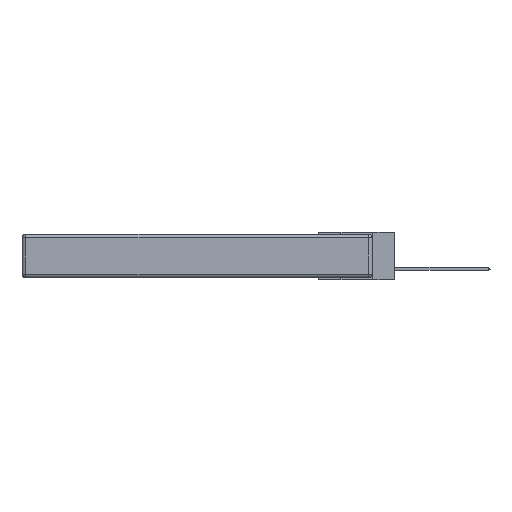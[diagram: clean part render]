
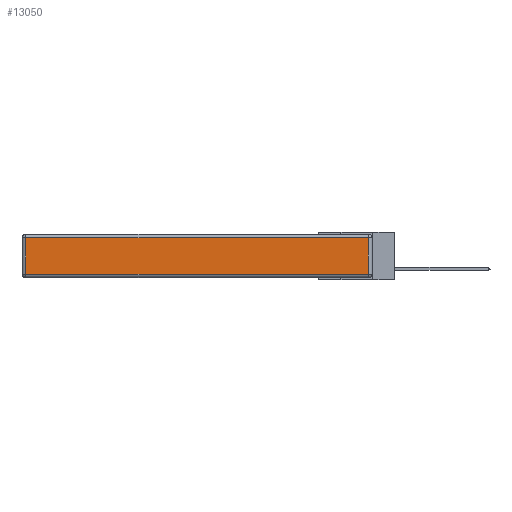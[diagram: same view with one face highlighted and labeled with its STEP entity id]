
A CAD part, left-side view. The second image highlights one B-rep face of the part: STEP entity #13050.
In plain terms, the highlighted planar face has unit normal (-1, 0, 0).
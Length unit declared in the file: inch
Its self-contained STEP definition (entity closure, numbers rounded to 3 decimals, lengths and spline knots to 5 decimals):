
#743 = EDGE_CURVE ( 'NONE', #14623, #12199, #14738, .T. ) ;
#816 = CARTESIAN_POINT ( 'NONE',  ( 0., 2.72, -0.313 ) ) ;
#2307 = EDGE_CURVE ( 'NONE', #2504, #14623, #5940, .T. ) ;
#2504 = VERTEX_POINT ( 'NONE', #17438 ) ;
#3024 = CARTESIAN_POINT ( 'NONE',  ( 0., 0., -0.313 ) ) ;
#5500 = VECTOR ( 'NONE', #6094, 39.37008 ) ;
#5940 = LINE ( 'NONE', #7276, #16988 ) ;
#6094 = DIRECTION ( 'NONE',  ( 0., 0., 1. ) ) ;
#6978 = LINE ( 'NONE', #14318, #5500 ) ;
#7153 = DIRECTION ( 'NONE',  ( 0., -1., 0. ) ) ;
#7276 = CARTESIAN_POINT ( 'NONE',  ( 0., 2.75, -0.03 ) ) ;
#7315 = EDGE_LOOP ( 'NONE', ( #16352, #8225, #10040, #7790 ) ) ;
#7474 = DIRECTION ( 'NONE',  ( 0., 0., 1. ) ) ;
#7596 = DIRECTION ( 'NONE',  ( -1., 0., 0. ) ) ;
#7644 = CARTESIAN_POINT ( 'NONE',  ( 0., 2.72, -0.343 ) ) ;
#7790 = ORIENTED_EDGE ( 'NONE', *, *, #743, .T. ) ;
#8225 = ORIENTED_EDGE ( 'NONE', *, *, #13131, .T. ) ;
#8560 = VECTOR ( 'NONE', #11628, 39.37008 ) ;
#8929 = PLANE ( 'NONE',  #15574 ) ;
#9842 = VECTOR ( 'NONE', #7153, 39.37008 ) ;
#10030 = EDGE_CURVE ( 'NONE', #12199, #10411, #17470, .T. ) ;
#10040 = ORIENTED_EDGE ( 'NONE', *, *, #2307, .T. ) ;
#10080 = DIRECTION ( 'NONE',  ( 0., 1., 0. ) ) ;
#10269 = CARTESIAN_POINT ( 'NONE',  ( 0., 0., -0.343 ) ) ;
#10411 = VERTEX_POINT ( 'NONE', #10791 ) ;
#10791 = CARTESIAN_POINT ( 'NONE',  ( 0., 0.03, -0.313 ) ) ;
#11628 = DIRECTION ( 'NONE',  ( 0., 0., -1. ) ) ;
#12199 = VERTEX_POINT ( 'NONE', #816 ) ;
#13050 = ADVANCED_FACE ( 'NONE', ( #15707 ), #8929, .T. ) ;
#13131 = EDGE_CURVE ( 'NONE', #10411, #2504, #6978, .T. ) ;
#14318 = CARTESIAN_POINT ( 'NONE',  ( 0., 0.03, -0.343 ) ) ;
#14623 = VERTEX_POINT ( 'NONE', #17563 ) ;
#14738 = LINE ( 'NONE', #7644, #8560 ) ;
#15574 = AXIS2_PLACEMENT_3D ( 'NONE', #10269, #7596, #7474 ) ;
#15707 = FACE_OUTER_BOUND ( 'NONE', #7315, .T. ) ;
#16352 = ORIENTED_EDGE ( 'NONE', *, *, #10030, .T. ) ;
#16988 = VECTOR ( 'NONE', #10080, 39.37008 ) ;
#17438 = CARTESIAN_POINT ( 'NONE',  ( 0., 0.03, -0.03 ) ) ;
#17470 = LINE ( 'NONE', #3024, #9842 ) ;
#17563 = CARTESIAN_POINT ( 'NONE',  ( 0., 2.72, -0.03 ) ) ;
